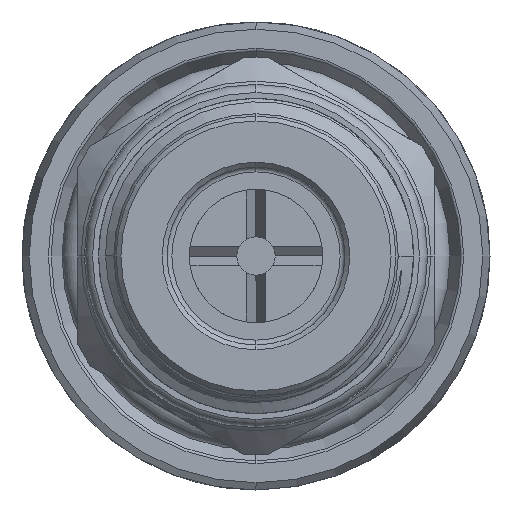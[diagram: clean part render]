
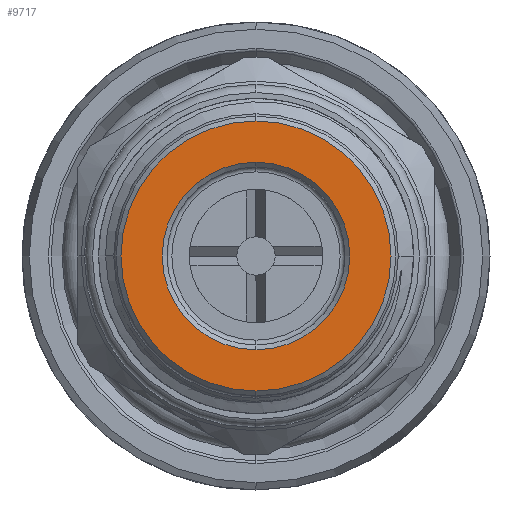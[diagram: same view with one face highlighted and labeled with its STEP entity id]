
A CAD part, left-side view. The second image highlights one B-rep face of the part: STEP entity #9717.
In plain terms, the highlighted planar face has unit normal (-1, 0, 0).
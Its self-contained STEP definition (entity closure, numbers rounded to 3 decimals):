
#2207 = DIRECTION ( 'NONE',  ( 1., 0., 0. ) ) ;
#2208 = CARTESIAN_POINT ( 'NONE',  ( -43.95, 0., 0. ) ) ;
#2216 = DIRECTION ( 'NONE',  ( 0., 0., -1. ) ) ;
#2273 = DIRECTION ( 'NONE',  ( 0., 0., -1. ) ) ;
#2275 = DIRECTION ( 'NONE',  ( -1., 0., 0. ) ) ;
#2276 = CARTESIAN_POINT ( 'NONE',  ( -43.95, 0., 0. ) ) ;
#2442 = CARTESIAN_POINT ( 'NONE',  ( -43.95, 0., 0. ) ) ;
#2443 = DIRECTION ( 'NONE',  ( 1., 0., 0. ) ) ;
#2444 = DIRECTION ( 'NONE',  ( 0., 0., -1. ) ) ;
#3107 = AXIS2_PLACEMENT_3D ( 'NONE', #12272, #12270, #12268 ) ;
#3314 = AXIS2_PLACEMENT_3D ( 'NONE', #2208, #2207, #2216 ) ;
#3427 = AXIS2_PLACEMENT_3D ( 'NONE', #8136, #8113, #8112 ) ;
#3664 = AXIS2_PLACEMENT_3D ( 'NONE', #2442, #2443, #2444 ) ;
#3698 = AXIS2_PLACEMENT_3D ( 'NONE', #2276, #2275, #2273 ) ;
#4549 = VERTEX_POINT ( 'NONE', #16198 ) ;
#6648 = VERTEX_POINT ( 'NONE', #16138 ) ;
#6649 = VERTEX_POINT ( 'NONE', #16137 ) ;
#6728 = VERTEX_POINT ( 'NONE', #16058 ) ;
#7012 = CIRCLE ( 'NONE', #3107, 8.425 ) ;
#8112 = DIRECTION ( 'NONE',  ( 0., 0., -1. ) ) ;
#8113 = DIRECTION ( 'NONE',  ( 1., 0., 0. ) ) ;
#8121 = PLANE ( 'NONE',  #3427 ) ;
#8136 = CARTESIAN_POINT ( 'NONE',  ( -43.95, 0., 0. ) ) ;
#9006 = CIRCLE ( 'NONE', #3314, 5.85 ) ;
#9144 = CIRCLE ( 'NONE', #3698, 8.425 ) ;
#9148 = CIRCLE ( 'NONE', #3664, 5.85 ) ;
#9717 = ADVANCED_FACE ( 'NONE', ( #9978, #9971 ), #8121, .F. ) ;
#9971 = FACE_OUTER_BOUND ( 'NONE', #12587, .T. ) ;
#9978 = FACE_BOUND ( 'NONE', #12600, .T. ) ;
#12268 = DIRECTION ( 'NONE',  ( 0., 0., -1. ) ) ;
#12270 = DIRECTION ( 'NONE',  ( -1., 0., 0. ) ) ;
#12272 = CARTESIAN_POINT ( 'NONE',  ( -43.95, 0., 0. ) ) ;
#12587 = EDGE_LOOP ( 'NONE', ( #14735, #14975 ) ) ;
#12600 = EDGE_LOOP ( 'NONE', ( #14418, #14685 ) ) ;
#13256 = EDGE_CURVE ( 'NONE', #4549, #6648, #9148, .T. ) ;
#13263 = EDGE_CURVE ( 'NONE', #6728, #6649, #9144, .T. ) ;
#13384 = EDGE_CURVE ( 'NONE', #6648, #4549, #9006, .T. ) ;
#14011 = EDGE_CURVE ( 'NONE', #6649, #6728, #7012, .T. ) ;
#14418 = ORIENTED_EDGE ( 'NONE', *, *, #13384, .T. ) ;
#14685 = ORIENTED_EDGE ( 'NONE', *, *, #13256, .T. ) ;
#14735 = ORIENTED_EDGE ( 'NONE', *, *, #13263, .T. ) ;
#14975 = ORIENTED_EDGE ( 'NONE', *, *, #14011, .T. ) ;
#16058 = CARTESIAN_POINT ( 'NONE',  ( -43.95, 0., -8.425 ) ) ;
#16137 = CARTESIAN_POINT ( 'NONE',  ( -43.95, 0., 8.425 ) ) ;
#16138 = CARTESIAN_POINT ( 'NONE',  ( -43.95, 0., 5.85 ) ) ;
#16198 = CARTESIAN_POINT ( 'NONE',  ( -43.95, 0., -5.85 ) ) ;
